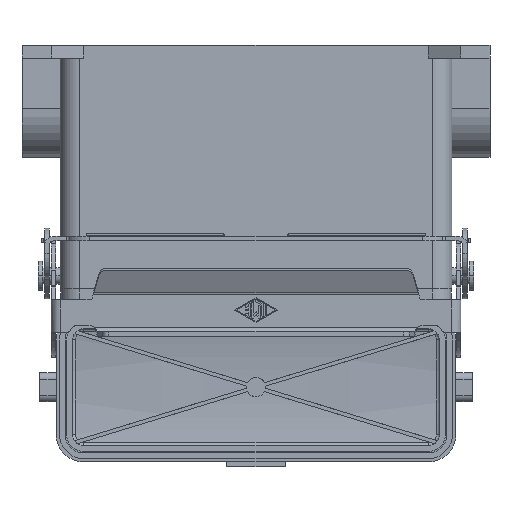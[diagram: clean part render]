
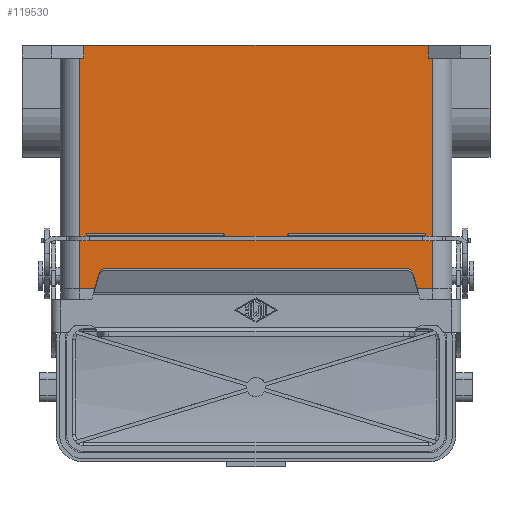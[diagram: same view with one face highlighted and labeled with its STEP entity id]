
A CAD part, left-side view. The second image highlights one B-rep face of the part: STEP entity #119530.
In plain terms, the highlighted face is planar.
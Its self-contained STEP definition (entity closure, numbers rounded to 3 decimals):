
#115480=CARTESIAN_POINT('',(-54.25,-22.25,-67.));
#115490=VERTEX_POINT('',#115480);
#115520=CARTESIAN_POINT('',(-53.,-22.25,-67.));
#115530=DIRECTION('',(-1.,0.,0.));
#115540=VECTOR('',#115530,1.25);
#115550=LINE('',#115520,#115540);
#115560=CARTESIAN_POINT('',(-53.,-22.25,-67.));
#115570=VERTEX_POINT('',#115560);
#115580=EDGE_CURVE('',#115570,#115490,#115550,.T.);
#116440=CARTESIAN_POINT('',(-53.,-22.25,-71.));
#116450=VERTEX_POINT('',#116440);
#116480=CARTESIAN_POINT('',(53.,-22.25,-71.));
#116490=DIRECTION('',(-1.,0.,0.));
#116500=VECTOR('',#116490,106.);
#116510=LINE('',#116480,#116500);
#116520=CARTESIAN_POINT('',(53.,-22.25,-71.));
#116530=VERTEX_POINT('',#116520);
#116540=EDGE_CURVE('',#116530,#116450,#116510,.T.);
#118930=CARTESIAN_POINT('',(-53.,-22.25,-71.));
#118940=DIRECTION('',(0.,0.,1.));
#118950=VECTOR('',#118940,4.);
#118960=LINE('',#118930,#118950);
#118970=EDGE_CURVE('',#116450,#115570,#118960,.T.);
#119050=CARTESIAN_POINT('',(53.,-22.25,-71.));
#119060=DIRECTION('',(0.,-1.,0.));
#119070=DIRECTION('',(0.,0.,-1.));
#119080=AXIS2_PLACEMENT_3D('',#119050,#119060,#119070);
#119090=PLANE('',#119080);
#119100=ORIENTED_EDGE('',*,*,#115580,.F.);
#119110=CARTESIAN_POINT('',(-54.25,-22.25,-67.));
#119120=DIRECTION('',(0.,0.,1.));
#119130=VECTOR('',#119120,72.);
#119140=LINE('',#119110,#119130);
#119150=CARTESIAN_POINT('',(-54.25,-22.25,4.));
#119160=VERTEX_POINT('',#119150);
#119170=EDGE_CURVE('',#115490,#119160,#119140,.T.);
#119180=ORIENTED_EDGE('',*,*,#119170,.F.);
#119190=CARTESIAN_POINT('',(54.25,-22.25,4.));
#119200=DIRECTION('',(-1.,0.,0.));
#119210=VECTOR('',#119200,108.5);
#119220=LINE('',#119190,#119210);
#119230=CARTESIAN_POINT('',(54.25,-22.25,4.));
#119240=VERTEX_POINT('',#119230);
#119250=EDGE_CURVE('',#119240,#119160,#119220,.T.);
#119260=ORIENTED_EDGE('',*,*,#119250,.T.);
#119270=CARTESIAN_POINT('',(54.25,-22.25,-67.));
#119280=DIRECTION('',(0.,0.,1.));
#119290=VECTOR('',#119280,72.);
#119300=LINE('',#119270,#119290);
#119310=CARTESIAN_POINT('',(54.25,-22.25,-67.));
#119320=VERTEX_POINT('',#119310);
#119330=EDGE_CURVE('',#119320,#119240,#119300,.T.);
#119340=ORIENTED_EDGE('',*,*,#119330,.T.);
#119350=CARTESIAN_POINT('',(54.25,-22.25,-67.));
#119360=DIRECTION('',(-1.,0.,0.));
#119370=VECTOR('',#119360,1.25);
#119380=LINE('',#119350,#119370);
#119390=CARTESIAN_POINT('',(53.,-22.25,-67.));
#119400=VERTEX_POINT('',#119390);
#119410=EDGE_CURVE('',#119320,#119400,#119380,.T.);
#119420=ORIENTED_EDGE('',*,*,#119410,.F.);
#119430=CARTESIAN_POINT('',(53.,-22.25,-71.));
#119440=DIRECTION('',(0.,0.,1.));
#119450=VECTOR('',#119440,4.);
#119460=LINE('',#119430,#119450);
#119470=EDGE_CURVE('',#116530,#119400,#119460,.T.);
#119480=ORIENTED_EDGE('',*,*,#119470,.T.);
#119490=ORIENTED_EDGE('',*,*,#116540,.F.);
#119500=ORIENTED_EDGE('',*,*,#118970,.F.);
#119510=EDGE_LOOP('',(#119500,#119490,#119480,#119420,#119340,#119260,
#119180,#119100));
#119520=FACE_OUTER_BOUND('',#119510,.T.);
#119530=ADVANCED_FACE('',(#119520),#119090,.T.);
